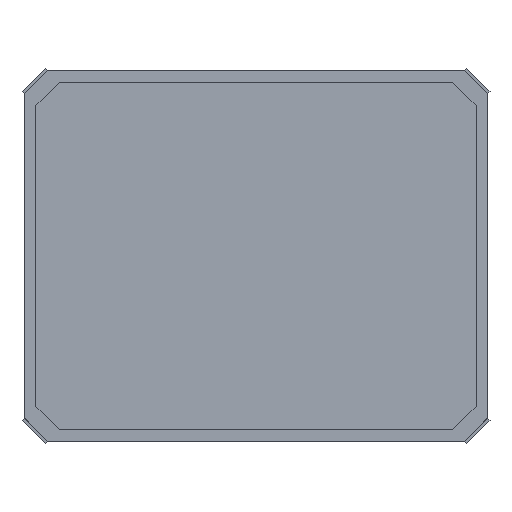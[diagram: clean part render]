
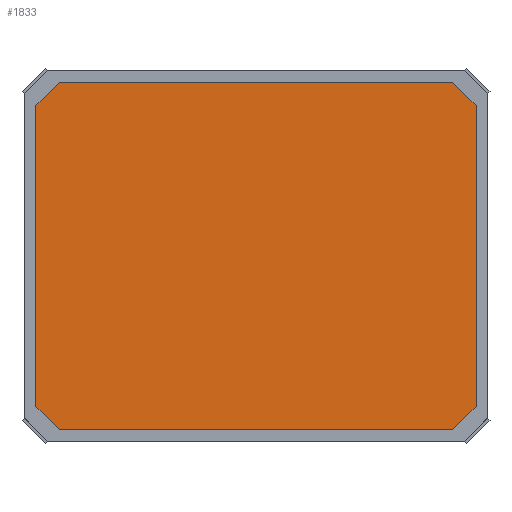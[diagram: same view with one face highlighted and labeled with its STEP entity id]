
A CAD part, top view. The second image highlights one B-rep face of the part: STEP entity #1833.
In plain terms, the highlighted planar face has unit normal (0, 0, 1).
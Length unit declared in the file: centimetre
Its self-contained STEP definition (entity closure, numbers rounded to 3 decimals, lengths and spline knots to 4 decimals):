
#77=FACE_OUTER_BOUND($,#181,.T.);
#181=EDGE_LOOP($,(#1459,#1460,#1461,#1462,#1463,#1464,#1465,#1466));
#375=LINE($,#2762,#631);
#376=LINE($,#2764,#632);
#377=LINE($,#2766,#633);
#378=LINE($,#2768,#634);
#379=LINE($,#2770,#635);
#380=LINE($,#2772,#636);
#381=LINE($,#2774,#637);
#382=LINE($,#2775,#638);
#631=VECTOR($,#2260,0.0141);
#632=VECTOR($,#2261,0.13);
#633=VECTOR($,#2262,0.0141);
#634=VECTOR($,#2263,0.17);
#635=VECTOR($,#2264,0.0141);
#636=VECTOR($,#2265,0.13);
#637=VECTOR($,#2266,0.0141);
#638=VECTOR($,#2267,0.17);
#835=VERTEX_POINT($,#2760);
#836=VERTEX_POINT($,#2761);
#837=VERTEX_POINT($,#2763);
#838=VERTEX_POINT($,#2765);
#839=VERTEX_POINT($,#2767);
#840=VERTEX_POINT($,#2769);
#841=VERTEX_POINT($,#2771);
#842=VERTEX_POINT($,#2773);
#1055=EDGE_CURVE($,#835,#836,#375,.T.);
#1056=EDGE_CURVE($,#835,#837,#376,.T.);
#1057=EDGE_CURVE($,#838,#837,#377,.T.);
#1058=EDGE_CURVE($,#838,#839,#378,.T.);
#1059=EDGE_CURVE($,#840,#839,#379,.T.);
#1060=EDGE_CURVE($,#840,#841,#380,.T.);
#1061=EDGE_CURVE($,#842,#841,#381,.T.);
#1062=EDGE_CURVE($,#842,#836,#382,.T.);
#1459=ORIENTED_EDGE($,*,*,#1055,.F.);
#1460=ORIENTED_EDGE($,*,*,#1056,.T.);
#1461=ORIENTED_EDGE($,*,*,#1057,.F.);
#1462=ORIENTED_EDGE($,*,*,#1058,.T.);
#1463=ORIENTED_EDGE($,*,*,#1059,.F.);
#1464=ORIENTED_EDGE($,*,*,#1060,.T.);
#1465=ORIENTED_EDGE($,*,*,#1061,.F.);
#1466=ORIENTED_EDGE($,*,*,#1062,.T.);
#1731=PLANE($,#1950);
#1833=ADVANCED_FACE($,(#77),#1731,.T.);
#1950=AXIS2_PLACEMENT_3D($,#2759,#2258,#2259);
#2258=DIRECTION('center_axis',(0.,0.,1.));
#2259=DIRECTION('ref_axis',(1.,0.,0.));
#2260=DIRECTION($,(0.707,0.707,0.));
#2261=DIRECTION($,(0.,-1.,0.));
#2262=DIRECTION($,(-0.707,0.707,0.));
#2263=DIRECTION($,(1.,0.,0.));
#2264=DIRECTION($,(-0.707,-0.707,0.));
#2265=DIRECTION($,(0.,1.,0.));
#2266=DIRECTION($,(0.707,-0.707,0.));
#2267=DIRECTION($,(-1.,0.,0.));
#2759=CARTESIAN_POINT('Origin',(0.,0.,0.055));
#2760=CARTESIAN_POINT('',(-0.095,0.065,0.055));
#2761=CARTESIAN_POINT('',(-0.085,0.075,0.055));
#2762=CARTESIAN_POINT($,(-0.085,0.075,0.055));
#2763=CARTESIAN_POINT('',(-0.095,-0.065,0.055));
#2764=CARTESIAN_POINT($,(-0.095,0.,0.055));
#2765=CARTESIAN_POINT('',(-0.085,-0.075,0.055));
#2766=CARTESIAN_POINT($,(-0.085,-0.075,0.055));
#2767=CARTESIAN_POINT('',(0.085,-0.075,0.055));
#2768=CARTESIAN_POINT($,(0.,-0.075,0.055));
#2769=CARTESIAN_POINT('',(0.095,-0.065,0.055));
#2770=CARTESIAN_POINT($,(0.085,-0.075,0.055));
#2771=CARTESIAN_POINT('',(0.095,0.065,0.055));
#2772=CARTESIAN_POINT($,(0.095,0.,0.055));
#2773=CARTESIAN_POINT('',(0.085,0.075,0.055));
#2774=CARTESIAN_POINT($,(0.085,0.075,0.055));
#2775=CARTESIAN_POINT($,(0.,0.075,0.055));
